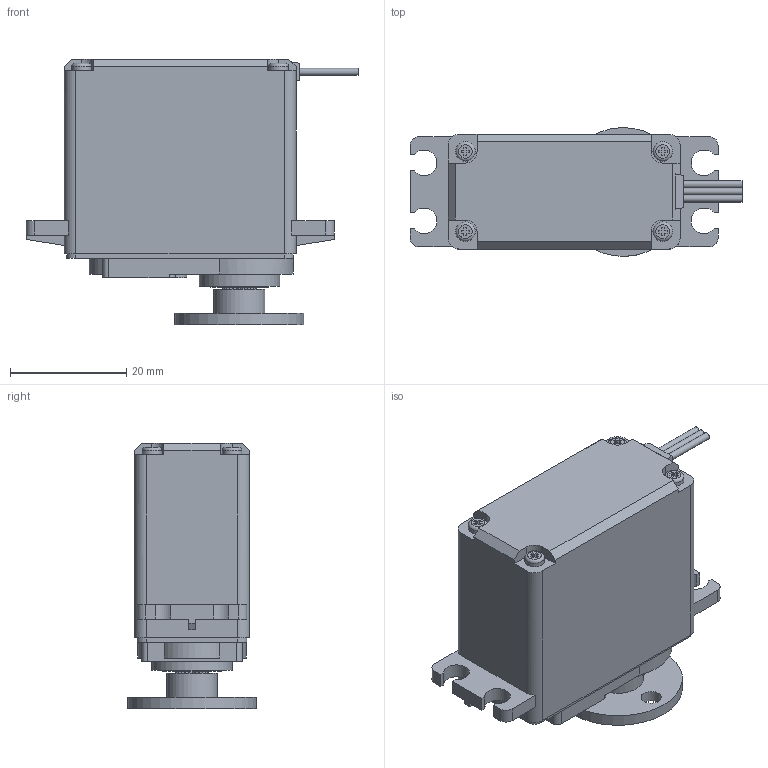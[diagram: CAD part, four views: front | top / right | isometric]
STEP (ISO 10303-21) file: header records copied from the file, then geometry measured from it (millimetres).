
FILE_DESCRIPTION(/* description */ (''),/* implementation_level */ '2;1');
FILE_NAME(/* name */ '39197_TXM-485HB Standard Servo with Horn v1.step',/* time_stamp */ '2020-10-25T13:49:01-04:00',/* author */ (''),/* organization */ (''),/* preprocessor_version */ 'ST-DEVELOPER v18.1',/* originating_system */ 'Autodesk Translation Framework v9.3.0.1241',/* authorisation */ '');
FILE_SCHEMA (('AUTOMOTIVE_DESIGN { 1 0 10303 214 3 1 1 }'));
Length unit declared in the file: millimetre
Products named in the file (1): 39197_TXM-485HB Standard Servo with Horn
Bounding box: 57.22 x 22.2 x 45.84 mm (x, y, z)
Volume: 30297.1 mm3; surface area: 7871.3 mm2
Topology: 2 solids, 2 shells, 234 faces, 638 edges, 423 vertices
Faces by surface type: plane 185, cylinder 45, torus 4
Full cylindrical faces by diameter (mm): 1.22 x3, 2.109 x1, 3.36 x4, 3.5 x5, 5.7 x1, 8.8 x1, 10 x1, 13.85 x1, 22.2 x1
Entity records: 7656 total; most frequent: CARTESIAN_POINT 1292, ORIENTED_EDGE 1270, DIRECTION 1217, EDGE_CURVE 635, LINE 523, VECTOR 523, VERTEX_POINT 422, AXIS2_PLACEMENT_3D 347
